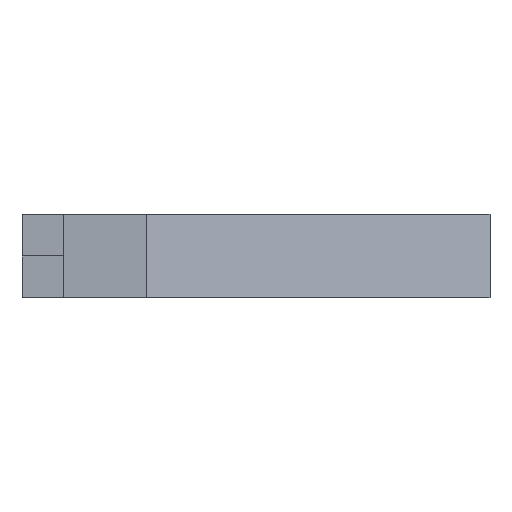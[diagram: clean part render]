
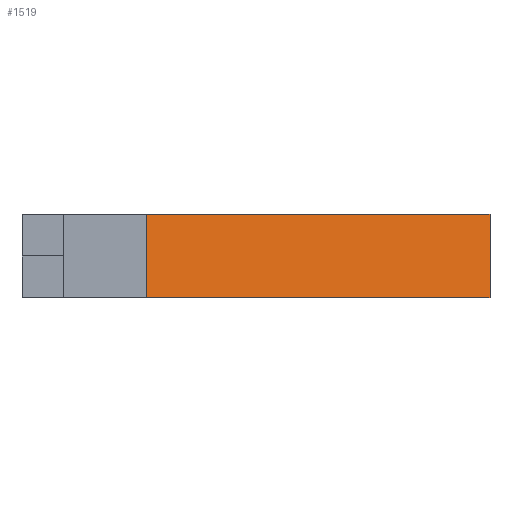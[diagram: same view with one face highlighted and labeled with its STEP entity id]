
A CAD part, left-side view. The second image highlights one B-rep face of the part: STEP entity #1519.
In plain terms, the highlighted planar face has unit normal (-0.896, -0.444, 0).
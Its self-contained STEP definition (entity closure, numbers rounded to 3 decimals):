
#177 = CARTESIAN_POINT ( 'NONE',  ( -411.044, -201.548, 0. ) ) ;
#192 = VERTEX_POINT ( 'NONE', #435 ) ;
#240 = FACE_OUTER_BOUND ( 'NONE', #1839, .T. ) ;
#277 = CARTESIAN_POINT ( 'NONE',  ( -411.044, -201.548, 40. ) ) ;
#298 = CARTESIAN_POINT ( 'NONE',  ( -492.838, -36.601, 40. ) ) ;
#435 = CARTESIAN_POINT ( 'NONE',  ( -411.044, -201.548, 40. ) ) ;
#569 = CARTESIAN_POINT ( 'NONE',  ( -410.136, -203.378, 0. ) ) ;
#635 = ORIENTED_EDGE ( 'NONE', *, *, #768, .T. ) ;
#711 = VECTOR ( 'NONE', #2304, 1000. ) ;
#735 = EDGE_CURVE ( 'NONE', #192, #1458, #1694, .T. ) ;
#768 = EDGE_CURVE ( 'NONE', #2477, #2306, #1710, .T. ) ;
#850 = DIRECTION ( 'NONE',  ( 0.444, -0.896, 0. ) ) ;
#854 = LINE ( 'NONE', #2062, #1604 ) ;
#952 = EDGE_CURVE ( 'NONE', #192, #2477, #854, .T. ) ;
#1214 = VECTOR ( 'NONE', #2204, 1000. ) ;
#1238 = ORIENTED_EDGE ( 'NONE', *, *, #735, .F. ) ;
#1240 = DIRECTION ( 'NONE',  ( -0.444, 0.896, 0. ) ) ;
#1279 = DIRECTION ( 'NONE',  ( 0., 0., -1. ) ) ;
#1458 = VERTEX_POINT ( 'NONE', #177 ) ;
#1519 = ADVANCED_FACE ( 'NONE', ( #240 ), #2638, .T. ) ;
#1533 = VECTOR ( 'NONE', #1279, 1000. ) ;
#1561 = AXIS2_PLACEMENT_3D ( 'NONE', #2059, #2467, #850 ) ;
#1587 = LINE ( 'NONE', #569, #1214 ) ;
#1604 = VECTOR ( 'NONE', #1240, 1000. ) ;
#1611 = ORIENTED_EDGE ( 'NONE', *, *, #952, .T. ) ;
#1694 = LINE ( 'NONE', #277, #711 ) ;
#1710 = LINE ( 'NONE', #2537, #1533 ) ;
#1839 = EDGE_LOOP ( 'NONE', ( #2241, #1238, #1611, #635 ) ) ;
#2059 = CARTESIAN_POINT ( 'NONE',  ( -410.136, -203.378, 40. ) ) ;
#2062 = CARTESIAN_POINT ( 'NONE',  ( -410.136, -203.378, 40. ) ) ;
#2204 = DIRECTION ( 'NONE',  ( -0.444, 0.896, 0. ) ) ;
#2241 = ORIENTED_EDGE ( 'NONE', *, *, #2303, .F. ) ;
#2259 = CARTESIAN_POINT ( 'NONE',  ( -492.838, -36.601, 0. ) ) ;
#2303 = EDGE_CURVE ( 'NONE', #1458, #2306, #1587, .T. ) ;
#2304 = DIRECTION ( 'NONE',  ( 0., 0., -1. ) ) ;
#2306 = VERTEX_POINT ( 'NONE', #2259 ) ;
#2467 = DIRECTION ( 'NONE',  ( -0.896, -0.444, 0. ) ) ;
#2477 = VERTEX_POINT ( 'NONE', #298 ) ;
#2537 = CARTESIAN_POINT ( 'NONE',  ( -492.838, -36.601, 40. ) ) ;
#2638 = PLANE ( 'NONE',  #1561 ) ;
